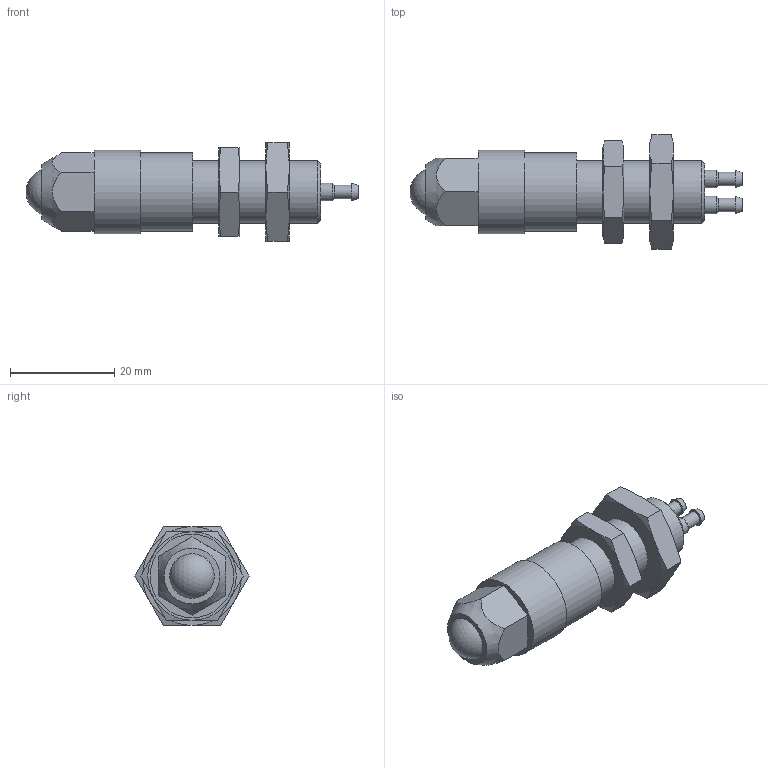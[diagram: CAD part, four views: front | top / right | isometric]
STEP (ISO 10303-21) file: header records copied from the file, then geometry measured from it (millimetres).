
FILE_DESCRIPTION(/* description */ ('STEP AP214'),/* implementation_level */ '2;1');
FILE_NAME(/* name */ '8714_SDK-3-PK-3',/* time_stamp */ '2024-09-15T00:29:52+02:00',/* author */ ('License CC BY-ND 4.0'),/* organization */ ('CADENAS'),/* preprocessor_version */ 'ST-DEVELOPER v19.3',/* originating_system */ 'PARTsolutions',/* authorisation */ ' ');
FILE_SCHEMA (('AUTOMOTIVE_DESIGN {1 0 10303 214 3 1 1}'));
Length unit declared in the file: millimetre
Products named in the file (1): 8714 SDK-3-PK-3(0)
Bounding box: 63.77 x 21.94 x 19 mm (x, y, z)
Volume: 9328.3 mm3; surface area: 3730.5 mm2
Topology: 1 solids, 2 shells, 79 faces, 159 edges, 98 vertices
Faces by surface type: plane 34, cone 30, cylinder 13, sphere 2
Full cylindrical faces by diameter (mm): 2 x2, 2.552 x2, 3.381 x2, 8.553 x2, 12 x3, 15 x1, 16 x1
Entity records: 2002 total; most frequent: CARTESIAN_POINT 488, DIRECTION 298, ORIENTED_EDGE 270, AXIS2_PLACEMENT_3D 137, EDGE_CURVE 135, EDGE_LOOP 114, FACE_BOUND 114, VERTEX_POINT 93
